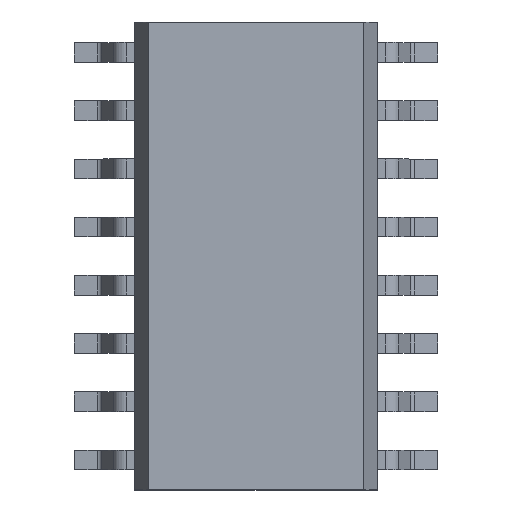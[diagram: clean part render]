
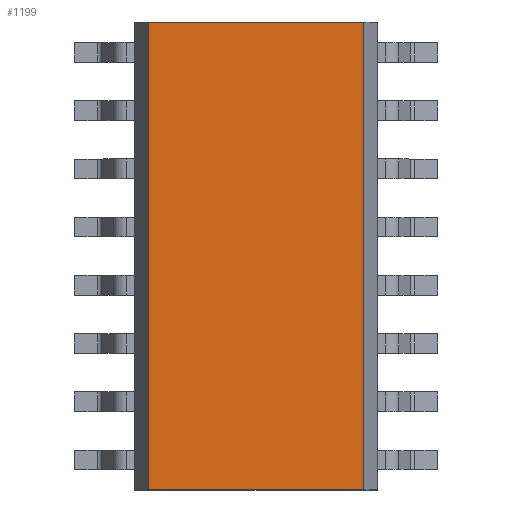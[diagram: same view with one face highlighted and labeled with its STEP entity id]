
A CAD part, top view. The second image highlights one B-rep face of the part: STEP entity #1199.
In plain terms, the highlighted planar face has unit normal (0, 0, 1).
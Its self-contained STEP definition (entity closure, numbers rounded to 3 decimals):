
#178 = EDGE_CURVE ( 'NONE', #888, #1057, #1361, .T. ) ;
#196 = DIRECTION ( 'NONE',  ( 1., 0., 0. ) ) ;
#251 = EDGE_CURVE ( 'NONE', #1044, #631, #647, .T. ) ;
#448 = EDGE_LOOP ( 'NONE', ( #733, #527, #679, #1304 ) ) ;
#493 = CARTESIAN_POINT ( 'NONE',  ( -2.35, -5.1, 5. ) ) ;
#527 = ORIENTED_EDGE ( 'NONE', *, *, #854, .T. ) ;
#578 = VECTOR ( 'NONE', #788, 1000. ) ;
#631 = VERTEX_POINT ( 'NONE', #691 ) ;
#647 = LINE ( 'NONE', #1112, #1187 ) ;
#679 = ORIENTED_EDGE ( 'NONE', *, *, #251, .T. ) ;
#691 = CARTESIAN_POINT ( 'NONE',  ( 2.35, 5.1, 5. ) ) ;
#704 = CARTESIAN_POINT ( 'NONE',  ( 0., 0., 5. ) ) ;
#706 = LINE ( 'NONE', #1223, #843 ) ;
#733 = ORIENTED_EDGE ( 'NONE', *, *, #178, .T. ) ;
#788 = DIRECTION ( 'NONE',  ( 1., 0., 0. ) ) ;
#803 = DIRECTION ( 'NONE',  ( 0., 1., 0. ) ) ;
#843 = VECTOR ( 'NONE', #1241, 1000. ) ;
#854 = EDGE_CURVE ( 'NONE', #1057, #1044, #904, .T. ) ;
#879 = CARTESIAN_POINT ( 'NONE',  ( -2.35, 5.1, 5. ) ) ;
#888 = VERTEX_POINT ( 'NONE', #1000 ) ;
#904 = LINE ( 'NONE', #1186, #578 ) ;
#1000 = CARTESIAN_POINT ( 'NONE',  ( -2.35, 5.1, 5. ) ) ;
#1003 = EDGE_CURVE ( 'NONE', #631, #888, #706, .T. ) ;
#1025 = VECTOR ( 'NONE', #1204, 1000. ) ;
#1044 = VERTEX_POINT ( 'NONE', #1136 ) ;
#1046 = PLANE ( 'NONE',  #1132 ) ;
#1057 = VERTEX_POINT ( 'NONE', #493 ) ;
#1112 = CARTESIAN_POINT ( 'NONE',  ( 2.35, 5.1, 5. ) ) ;
#1132 = AXIS2_PLACEMENT_3D ( 'NONE', #704, #1173, #196 ) ;
#1136 = CARTESIAN_POINT ( 'NONE',  ( 2.35, -5.1, 5. ) ) ;
#1173 = DIRECTION ( 'NONE',  ( 0., 0., 1. ) ) ;
#1186 = CARTESIAN_POINT ( 'NONE',  ( -2.35, -5.1, 5. ) ) ;
#1187 = VECTOR ( 'NONE', #803, 1000. ) ;
#1199 = ADVANCED_FACE ( 'NONE', ( #1316 ), #1046, .T. ) ;
#1204 = DIRECTION ( 'NONE',  ( 0., -1., 0. ) ) ;
#1223 = CARTESIAN_POINT ( 'NONE',  ( -2.35, 5.1, 5. ) ) ;
#1241 = DIRECTION ( 'NONE',  ( -1., 0., 0. ) ) ;
#1304 = ORIENTED_EDGE ( 'NONE', *, *, #1003, .T. ) ;
#1316 = FACE_OUTER_BOUND ( 'NONE', #448, .T. ) ;
#1361 = LINE ( 'NONE', #879, #1025 ) ;
